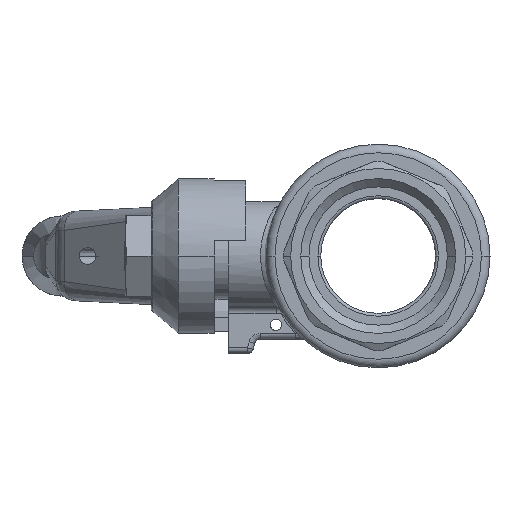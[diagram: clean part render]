
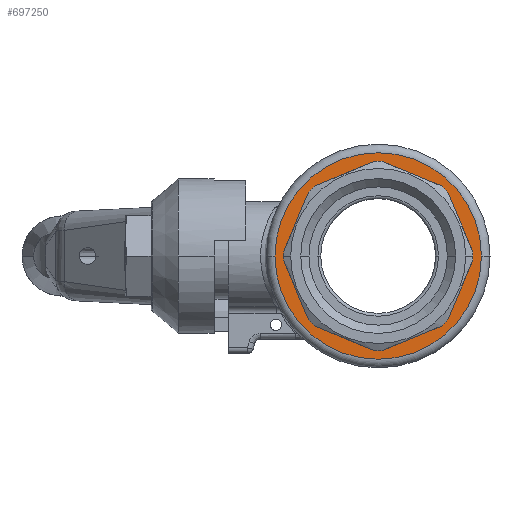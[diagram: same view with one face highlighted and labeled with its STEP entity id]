
A CAD part, left-side view. The second image highlights one B-rep face of the part: STEP entity #697250.
In plain terms, the highlighted face is planar.
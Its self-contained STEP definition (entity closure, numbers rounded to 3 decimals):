
#109490=CARTESIAN_POINT('',(19.5,0.705,-16.485));
#109500=VERTEX_POINT('',#109490);
#109550=CARTESIAN_POINT('',(19.5,0.,0.));
#109560=DIRECTION('',(1.,0.,0.));
#109570=DIRECTION('',(0.,1.,0.));
#109580=AXIS2_PLACEMENT_3D('',#109550,#109560,#109570);
#109590=CIRCLE('',#109580,16.5);
#109600=CARTESIAN_POINT('',(19.5,-0.705,-16.485));
#109610=VERTEX_POINT('',#109600);
#109620=EDGE_CURVE('',#109610,#109500,#109590,.T.);
#693650=CARTESIAN_POINT('',(19.5,12.155,11.158));
#693660=VERTEX_POINT('',#693650);
#693710=CARTESIAN_POINT('',(19.5,16.777,0.));
#693720=DIRECTION('',(0.,-0.383,0.924));
#693730=VECTOR('',#693720,1.);
#693740=LINE('',#693710,#693730);
#693750=CARTESIAN_POINT('',(19.5,16.485,0.705));
#693760=VERTEX_POINT('',#693750);
#693770=EDGE_CURVE('',#693760,#693660,#693740,.T.);
#694950=CARTESIAN_POINT('',(19.5,12.155,-11.158));
#694960=VERTEX_POINT('',#694950);
#695010=CARTESIAN_POINT('',(19.5,11.158,-12.155));
#695020=VERTEX_POINT('',#695010);
#695030=EDGE_CURVE('',#695020,#694960,#109590,.T.);
#695320=CARTESIAN_POINT('',(19.5,0.705,16.485));
#695330=VERTEX_POINT('',#695320);
#695380=CARTESIAN_POINT('',(19.5,0.,16.777));
#695390=DIRECTION('',(0.,-0.924,0.383));
#695400=VECTOR('',#695390,1.);
#695410=LINE('',#695380,#695400);
#695420=CARTESIAN_POINT('',(19.5,11.158,12.155));
#695430=VERTEX_POINT('',#695420);
#695440=EDGE_CURVE('',#695430,#695330,#695410,.T.);
#696200=CARTESIAN_POINT('',(19.5,18.,0.));
#696210=VERTEX_POINT('',#696200);
#696310=CARTESIAN_POINT('',(19.5,-18.,0.));
#696320=VERTEX_POINT('',#696310);
#696350=CARTESIAN_POINT('',(19.5,0.,0.));
#696360=DIRECTION('',(1.,0.,0.));
#696370=DIRECTION('',(0.,-1.,0.));
#696380=AXIS2_PLACEMENT_3D('',#696350,#696360,#696370);
#696390=CIRCLE('',#696380,18.);
#696400=EDGE_CURVE('',#696320,#696210,#696390,.T.);
#696450=CARTESIAN_POINT('',(19.5,18.,0.));
#696460=DIRECTION('',(1.,0.,0.));
#696470=DIRECTION('',(0.,-1.,0.));
#696480=AXIS2_PLACEMENT_3D('',#696450,#696460,#696470);
#696490=PLANE('',#696480);
#696500=EDGE_CURVE('',#696210,#696320,#696390,.T.);
#696510=ORIENTED_EDGE('',*,*,#696500,.T.);
#696520=ORIENTED_EDGE('',*,*,#696400,.T.);
#696530=EDGE_LOOP('',(#696520,#696510));
#696540=FACE_OUTER_BOUND('',#696530,.T.);
#696550=CARTESIAN_POINT('',(19.5,-11.158,12.155));
#696560=VERTEX_POINT('',#696550);
#696570=CARTESIAN_POINT('',(19.5,-12.155,11.158));
#696580=VERTEX_POINT('',#696570);
#696590=EDGE_CURVE('',#696560,#696580,#109590,.T.);
#696600=ORIENTED_EDGE('',*,*,#696590,.F.);
#696610=CARTESIAN_POINT('',(19.5,-16.777,0.));
#696620=DIRECTION('',(0.,-0.383,-0.924));
#696630=VECTOR('',#696620,1.);
#696640=LINE('',#696610,#696630);
#696650=CARTESIAN_POINT('',(19.5,-16.485,0.705));
#696660=VERTEX_POINT('',#696650);
#696670=EDGE_CURVE('',#696580,#696660,#696640,.T.);
#696680=ORIENTED_EDGE('',*,*,#696670,.F.);
#696690=CARTESIAN_POINT('',(19.5,-16.485,-0.705));
#696700=VERTEX_POINT('',#696690);
#696710=EDGE_CURVE('',#696660,#696700,#109590,.T.);
#696720=ORIENTED_EDGE('',*,*,#696710,.F.);
#696730=CARTESIAN_POINT('',(19.5,-16.777,0.));
#696740=DIRECTION('',(0.,0.383,-0.924));
#696750=VECTOR('',#696740,1.);
#696760=LINE('',#696730,#696750);
#696770=CARTESIAN_POINT('',(19.5,-12.155,-11.158));
#696780=VERTEX_POINT('',#696770);
#696790=EDGE_CURVE('',#696700,#696780,#696760,.T.);
#696800=ORIENTED_EDGE('',*,*,#696790,.F.);
#696810=CARTESIAN_POINT('',(19.5,-11.158,-12.155));
#696820=VERTEX_POINT('',#696810);
#696830=EDGE_CURVE('',#696780,#696820,#109590,.T.);
#696840=ORIENTED_EDGE('',*,*,#696830,.F.);
#696850=CARTESIAN_POINT('',(19.5,0.,-16.777));
#696860=DIRECTION('',(0.,0.924,-0.383));
#696870=VECTOR('',#696860,1.);
#696880=LINE('',#696850,#696870);
#696890=EDGE_CURVE('',#696820,#109610,#696880,.T.);
#696900=ORIENTED_EDGE('',*,*,#696890,.F.);
#696910=ORIENTED_EDGE('',*,*,#109620,.F.);
#696920=CARTESIAN_POINT('',(19.5,0.,-16.777));
#696930=DIRECTION('',(0.,0.924,0.383));
#696940=VECTOR('',#696930,1.);
#696950=LINE('',#696920,#696940);
#696960=EDGE_CURVE('',#109500,#695020,#696950,.T.);
#696970=ORIENTED_EDGE('',*,*,#696960,.F.);
#696980=ORIENTED_EDGE('',*,*,#695030,.F.);
#696990=CARTESIAN_POINT('',(19.5,16.777,0.));
#697000=DIRECTION('',(0.,0.383,0.924));
#697010=VECTOR('',#697000,1.);
#697020=LINE('',#696990,#697010);
#697030=CARTESIAN_POINT('',(19.5,16.485,-0.705));
#697040=VERTEX_POINT('',#697030);
#697050=EDGE_CURVE('',#694960,#697040,#697020,.T.);
#697060=ORIENTED_EDGE('',*,*,#697050,.F.);
#697070=EDGE_CURVE('',#697040,#693760,#109590,.T.);
#697080=ORIENTED_EDGE('',*,*,#697070,.F.);
#697090=ORIENTED_EDGE('',*,*,#693770,.F.);
#697100=EDGE_CURVE('',#693660,#695430,#109590,.T.);
#697110=ORIENTED_EDGE('',*,*,#697100,.F.);
#697120=ORIENTED_EDGE('',*,*,#695440,.F.);
#697130=CARTESIAN_POINT('',(19.5,-0.705,16.485));
#697140=VERTEX_POINT('',#697130);
#697150=EDGE_CURVE('',#695330,#697140,#109590,.T.);
#697160=ORIENTED_EDGE('',*,*,#697150,.F.);
#697170=CARTESIAN_POINT('',(19.5,0.,16.777));
#697180=DIRECTION('',(0.,-0.924,-0.383));
#697190=VECTOR('',#697180,1.);
#697200=LINE('',#697170,#697190);
#697210=EDGE_CURVE('',#697140,#696560,#697200,.T.);
#697220=ORIENTED_EDGE('',*,*,#697210,.F.);
#697230=EDGE_LOOP('',(#697220,#697160,#697120,#697110,#697090,#697080,
#697060,#696980,#696970,#696910,#696900,#696840,#696800,#696720,#696680,
#696600));
#697240=FACE_BOUND('',#697230,.T.);
#697250=ADVANCED_FACE('',(#696540,#697240),#696490,.T.);
